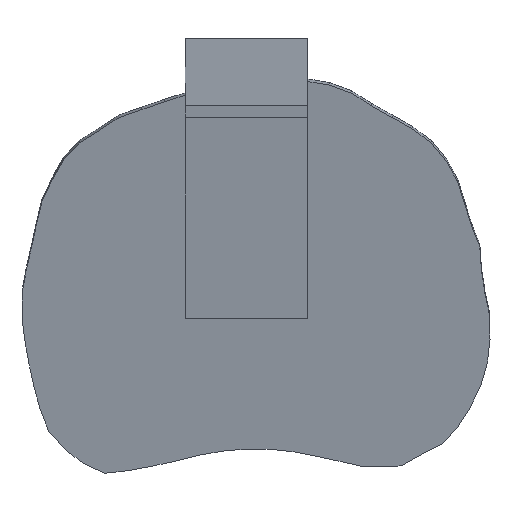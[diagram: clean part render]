
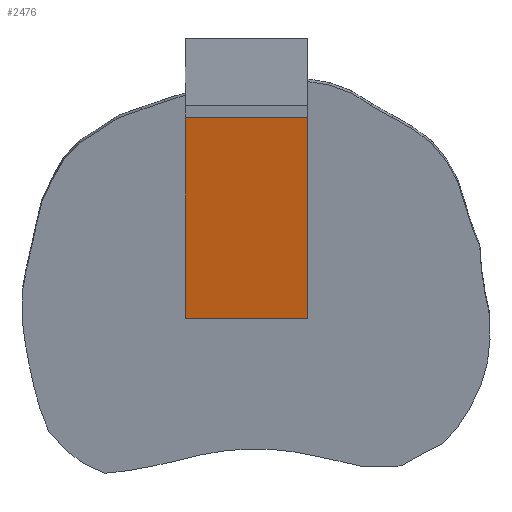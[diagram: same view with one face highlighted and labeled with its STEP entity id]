
A CAD part, top view. The second image highlights one B-rep face of the part: STEP entity #2476.
In plain terms, the highlighted planar face has unit normal (0, -0.212, 0.977).
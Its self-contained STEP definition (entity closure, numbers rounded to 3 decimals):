
#126=FACE_OUTER_BOUND('',#247,.T.);
#247=EDGE_LOOP('',(#2194,#2195,#2196,#2197));
#585=LINE('',#3875,#936);
#586=LINE('',#3877,#937);
#587=LINE('',#3879,#938);
#588=LINE('',#3880,#939);
#936=VECTOR('',#3172,10.);
#937=VECTOR('',#3173,10.);
#938=VECTOR('',#3174,10.);
#939=VECTOR('',#3175,10.);
#1179=VERTEX_POINT('',#3873);
#1180=VERTEX_POINT('',#3874);
#1181=VERTEX_POINT('',#3876);
#1182=VERTEX_POINT('',#3878);
#1521=EDGE_CURVE('',#1179,#1180,#585,.T.);
#1522=EDGE_CURVE('',#1179,#1181,#586,.T.);
#1523=EDGE_CURVE('',#1182,#1181,#587,.T.);
#1524=EDGE_CURVE('',#1180,#1182,#588,.T.);
#2194=ORIENTED_EDGE('',*,*,#1521,.F.);
#2195=ORIENTED_EDGE('',*,*,#1522,.T.);
#2196=ORIENTED_EDGE('',*,*,#1523,.F.);
#2197=ORIENTED_EDGE('',*,*,#1524,.F.);
#2356=PLANE('',#2610);
#2476=ADVANCED_FACE('',(#126),#2356,.T.);
#2610=AXIS2_PLACEMENT_3D('',#3872,#3170,#3171);
#3170=DIRECTION('center_axis',(0.,-0.212,
0.977));
#3171=DIRECTION('ref_axis',(-1.,0.,0.));
#3172=DIRECTION('',(1.,0.,0.));
#3173=DIRECTION('',(0.,-0.977,-0.212));
#3174=DIRECTION('',(-1.,0.,0.));
#3175=DIRECTION('',(0.,-0.977,-0.212));
#3872=CARTESIAN_POINT('Origin',(5.,107.081,1062.133));
#3873=CARTESIAN_POINT('',(-5.,107.081,1062.133));
#3874=CARTESIAN_POINT('',(5.,107.081,1062.133));
#3875=CARTESIAN_POINT('',(2.5,107.081,1062.133));
#3876=CARTESIAN_POINT('',(-5.,88.513,1058.108));
#3877=CARTESIAN_POINT('',(-5.,107.081,1062.133));
#3878=CARTESIAN_POINT('',(5.,88.513,1058.108));
#3879=CARTESIAN_POINT('',(-5.,88.513,1058.108));
#3880=CARTESIAN_POINT('',(5.,107.081,1062.133));
